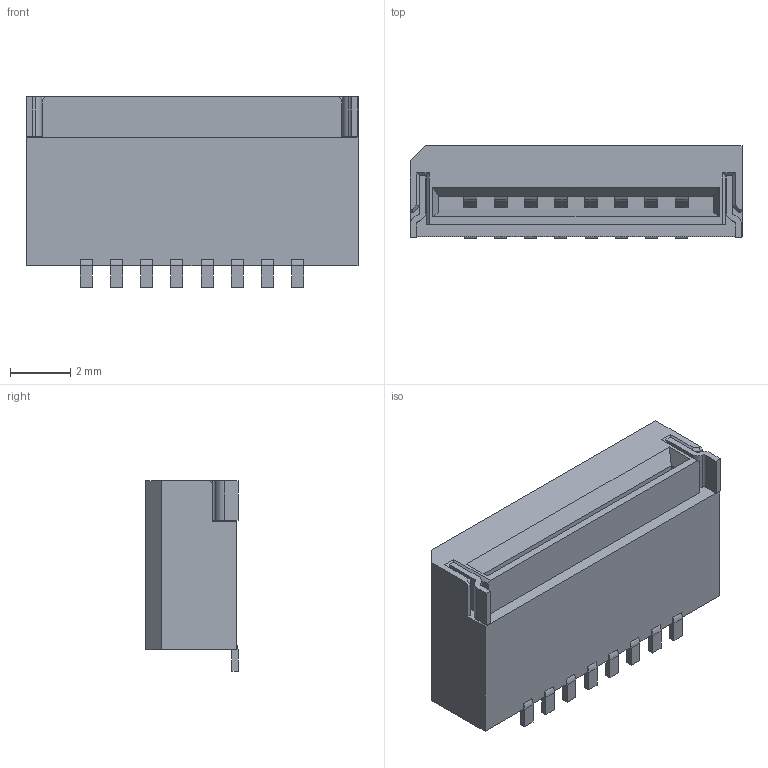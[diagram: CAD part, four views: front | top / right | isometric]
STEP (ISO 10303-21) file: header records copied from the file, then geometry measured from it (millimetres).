
FILE_DESCRIPTION(('STEP AP242'),'1');
FILE_NAME('84981-8.stp','2021-08-09T13:01:30',('TraceParts'),('TraceParts S.A.'),'Spatial InterOp 3D',' ',' ');
FILE_SCHEMA(('AP242_MANAGED_MODEL_BASED_3D_ENGINEERING_MIM_LF {1 0 10303 442 1 1 4}'));
Length unit declared in the file: millimetre
Products named in the file (1): 84981-8
Bounding box: 11 x 3.05 x 6.3 mm (x, y, z)
Volume: 161.4 mm3; surface area: 326.7 mm2
Topology: 1 solids, 1 shells, 194 faces, 535 edges, 352 vertices
Faces by surface type: plane 162, cylinder 32
Entity records: 6106 total; most frequent: CARTESIAN_POINT 1082, ORIENTED_EDGE 1070, DIRECTION 989, EDGE_CURVE 535, LINE 471, VECTOR 471, VERTEX_POINT 352, AXIS2_PLACEMENT_3D 259
